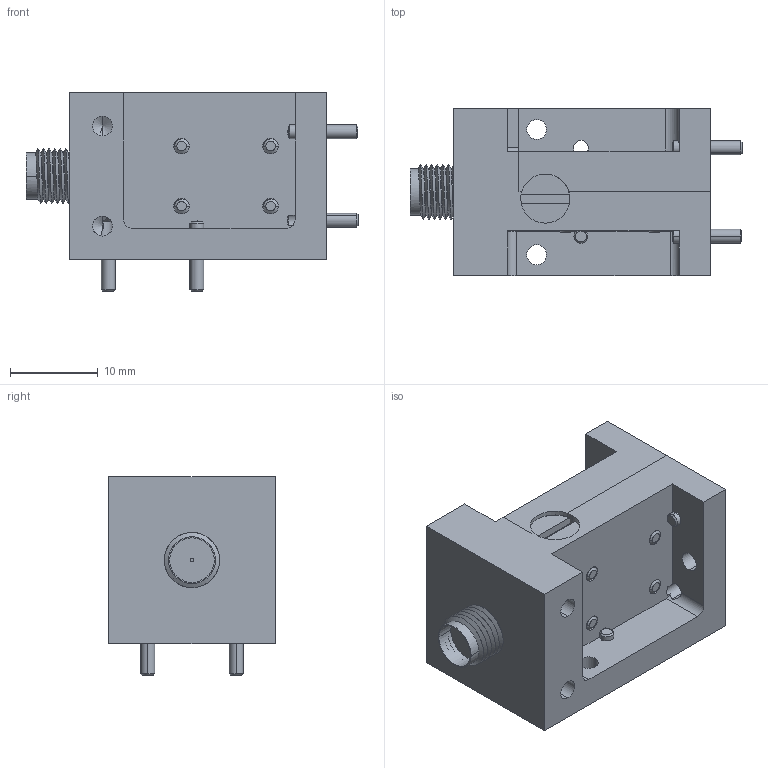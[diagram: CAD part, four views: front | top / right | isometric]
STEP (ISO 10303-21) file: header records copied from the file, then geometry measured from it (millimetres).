
FILE_DESCRIPTION (( 'STEP AP203' ), '1' );
FILE_NAME ('SFB-10-N1.STEP', '2018-05-30T21:51:56', ( '' ), ( '' ), 'SwSTEP 2.0', 'SolidWorks 2016', '' );
FILE_SCHEMA (( 'CONFIG_CONTROL_DESIGN' ));
Length unit declared in the file: inch
Products named in the file (1): SFB-10-N1
Bounding box: 37.88 x 19.05 x 22.67 mm (x, y, z)
Volume: 7387.2 mm3; surface area: 6358.4 mm2
Topology: 14 solids, 14 shells, 766 faces, 2039 edges, 1291 vertices
Faces by surface type: cylinder 419, cone 187, plane 145, bspline 15
Entity records: 31698 total; most frequent: CARTESIAN_POINT 14390, ORIENTED_EDGE 4014, DIRECTION 3224, EDGE_CURVE 2007, VERTEX_POINT 1289, AXIS2_PLACEMENT_3D 1208, EDGE_LOOP 828, VECTOR 808
